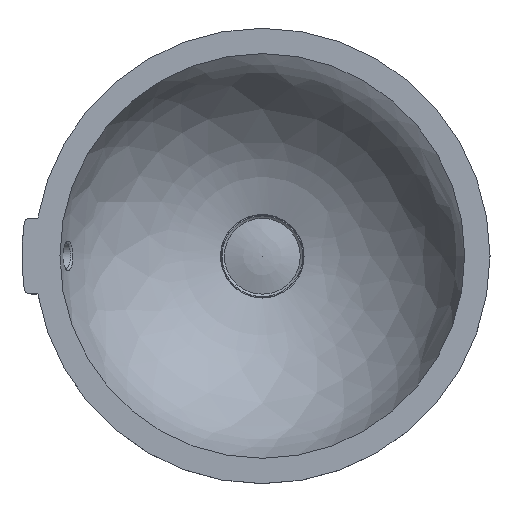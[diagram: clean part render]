
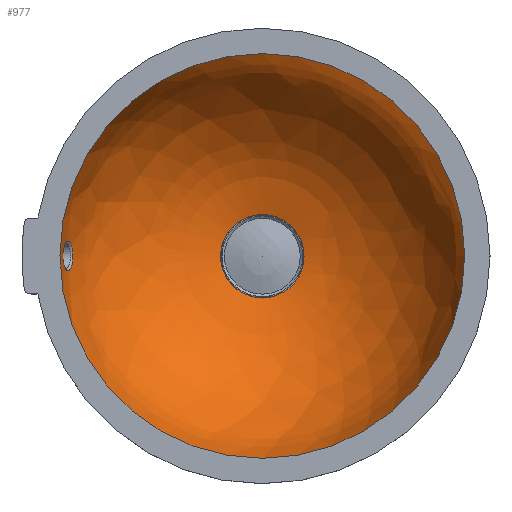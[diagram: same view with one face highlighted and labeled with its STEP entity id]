
A CAD part, top view. The second image highlights one B-rep face of the part: STEP entity #977.
In plain terms, the highlighted free-form (B-spline) face has degree [2, 2] with [3, 9] control points.
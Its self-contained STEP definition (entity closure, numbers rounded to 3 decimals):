
#744=CARTESIAN_POINT('',(-157.691,-10.605,0.));
#745=VERTEX_POINT('',#744);
#825=CARTESIAN_POINT('',(-157.691,-10.604,0.));
#826=CARTESIAN_POINT('',(-157.691,-10.605,0.679));
#827=CARTESIAN_POINT('',(-157.666,-10.682,1.584));
#828=CARTESIAN_POINT('',(-157.577,-10.955,2.923));
#829=CARTESIAN_POINT('',(-157.492,-11.214,3.799));
#830=CARTESIAN_POINT('',(-157.39,-11.524,4.59));
#831=CARTESIAN_POINT('',(-157.329,-11.709,5.001));
#832=CARTESIAN_POINT('',(-157.232,-12.003,5.607));
#833=CARTESIAN_POINT('',(-157.078,-12.474,6.436));
#834=CARTESIAN_POINT('',(-156.816,-13.268,7.527));
#835=CARTESIAN_POINT('',(-156.543,-14.097,8.429));
#836=CARTESIAN_POINT('',(-156.326,-14.753,9.016));
#837=CARTESIAN_POINT('',(-156.061,-15.556,9.658));
#838=CARTESIAN_POINT('',(-155.786,-16.385,10.209));
#839=CARTESIAN_POINT('',(-155.441,-17.425,10.744));
#840=CARTESIAN_POINT('',(-155.174,-18.228,11.084));
#841=CARTESIAN_POINT('',(-154.902,-19.045,11.363));
#842=CARTESIAN_POINT('',(-154.645,-19.815,11.564));
#843=CARTESIAN_POINT('',(-154.361,-20.667,11.729));
#844=CARTESIAN_POINT('',(-153.975,-21.82,11.865));
#845=CARTESIAN_POINT('',(-153.468,-23.332,11.864));
#846=CARTESIAN_POINT('',(-152.941,-24.899,11.634));
#847=CARTESIAN_POINT('',(-152.562,-26.02,11.319));
#848=CARTESIAN_POINT('',(-152.286,-26.838,11.023));
#849=CARTESIAN_POINT('',(-152.059,-27.507,10.738));
#850=CARTESIAN_POINT('',(-151.711,-28.535,10.209));
#851=CARTESIAN_POINT('',(-151.336,-29.636,9.479));
#852=CARTESIAN_POINT('',(-151.032,-30.528,8.702));
#853=CARTESIAN_POINT('',(-150.748,-31.36,7.86));
#854=CARTESIAN_POINT('',(-150.492,-32.109,6.947));
#855=CARTESIAN_POINT('',(-150.275,-32.743,5.925));
#856=CARTESIAN_POINT('',(-150.085,-33.297,4.856));
#857=CARTESIAN_POINT('',(-149.969,-33.636,4.014));
#858=CARTESIAN_POINT('',(-149.852,-33.978,2.862));
#859=CARTESIAN_POINT('',(-149.764,-34.234,1.673));
#860=CARTESIAN_POINT('',(-149.72,-34.362,-0.006));
#861=CARTESIAN_POINT('',(-149.756,-34.257,-1.363));
#862=CARTESIAN_POINT('',(-149.827,-34.049,-2.56));
#863=CARTESIAN_POINT('',(-149.905,-33.823,-3.444));
#864=CARTESIAN_POINT('',(-150.028,-33.465,-4.44));
#865=CARTESIAN_POINT('',(-150.196,-32.975,-5.532));
#866=CARTESIAN_POINT('',(-150.458,-32.209,-6.826));
#867=CARTESIAN_POINT('',(-150.847,-31.071,-8.212));
#868=CARTESIAN_POINT('',(-151.292,-29.766,-9.391));
#869=CARTESIAN_POINT('',(-151.793,-28.293,-10.37));
#870=CARTESIAN_POINT('',(-152.326,-26.719,-11.108));
#871=CARTESIAN_POINT('',(-152.841,-25.196,-11.568));
#872=CARTESIAN_POINT('',(-153.323,-23.763,-11.806));
#873=CARTESIAN_POINT('',(-153.758,-22.469,-11.878));
#874=CARTESIAN_POINT('',(-154.19,-21.18,-11.809));
#875=CARTESIAN_POINT('',(-154.62,-19.893,-11.598));
#876=CARTESIAN_POINT('',(-155.04,-18.633,-11.245));
#877=CARTESIAN_POINT('',(-155.441,-17.425,-10.758));
#878=CARTESIAN_POINT('',(-155.824,-16.27,-10.139));
#879=CARTESIAN_POINT('',(-156.096,-15.451,-9.574));
#880=CARTESIAN_POINT('',(-156.267,-14.933,-9.16));
#881=CARTESIAN_POINT('',(-156.351,-14.679,-8.946));
#882=CARTESIAN_POINT('',(-156.432,-14.432,-8.725));
#883=CARTESIAN_POINT('',(-156.591,-13.95,-8.269));
#884=CARTESIAN_POINT('',(-156.814,-13.276,-7.536));
#885=CARTESIAN_POINT('',(-157.076,-12.48,-6.447));
#886=CARTESIAN_POINT('',(-157.296,-11.81,-5.265));
#887=CARTESIAN_POINT('',(-157.469,-11.281,-4.024));
#888=CARTESIAN_POINT('',(-157.639,-10.763,-2.28));
#889=CARTESIAN_POINT('',(-157.691,-10.604,-0.905));
#890=CARTESIAN_POINT('',(-157.691,-10.604,0.));
#891=B_SPLINE_CURVE_WITH_KNOTS('',3,(#825,#826,#827,#828,#829,#830,#831,#832,#833,#834,#835,#836,#837,#838,#839,#840,#841,#842,#843,#844,#845,#846,#847,#848,#849,#850,#851,#852,#853,#854,#855,#856,#857,#858,#859,#860,#861,#862,#863,#864,#865,#866,#867,#868,#869,#870,#871,#872,#873,#874,#875,#876,#877,#878,#879,#880,#881,#882,#883,#884,#885,#886,#887,#888,#889,#890),.UNSPECIFIED.,.T.,.U.,(4,1,1,1,1,1,1,1,1,1,1,1,1,1,1,1,1,1,1,1,1,1,1,1,1,1,1,1,1,1,1,1,1,1,1,1,1,1,1,1,1,1,1,1,1,1,1,1,1,1,1,1,1,1,1,1,1,1,1,1,1,1,1,4),(0.0,0.173,0.231,0.347,0.404,0.448,0.462,0.578,0.693,0.809,0.895,0.924,1.078,1.155,1.232,1.309,1.386,1.444,1.54,1.694,1.848,1.964,2.002,2.079,2.156,2.31,2.426,2.464,2.618,2.734,2.772,2.926,2.965,3.081,3.235,3.389,3.427,3.543,3.62,3.697,3.851,4.005,4.159,4.313,4.467,4.621,4.736,4.852,4.967,5.083,5.198,5.314,5.429,5.545,5.574,5.603,5.632,5.66,5.776,5.891,6.007,6.123,6.238,6.469),.UNSPECIFIED.);
#892=EDGE_CURVE('',#745,#745,#891,.T.);
#917=CARTESIAN_POINT('',(0.,0.,160.));
#918=CARTESIAN_POINT('',(0.,-107.85,140.232));
#919=CARTESIAN_POINT('',(0.,-130.852,33.026));
#920=CARTESIAN_POINT('',(-160.,0.,160.));
#921=CARTESIAN_POINT('',(-140.232,-107.85,140.232));
#922=CARTESIAN_POINT('',(-33.026,-130.852,33.026));
#923=CARTESIAN_POINT('',(-160.,0.,0.));
#924=CARTESIAN_POINT('',(-140.232,-107.85,0.));
#925=CARTESIAN_POINT('',(-33.026,-130.852,0.));
#926=CARTESIAN_POINT('',(-160.,0.,-160.));
#927=CARTESIAN_POINT('',(-140.232,-107.85,-140.232));
#928=CARTESIAN_POINT('',(-33.026,-130.852,-33.026));
#929=CARTESIAN_POINT('',(0.,0.,-160.));
#930=CARTESIAN_POINT('',(0.,-107.85,-140.232));
#931=CARTESIAN_POINT('',(0.,-130.852,-33.026));
#932=CARTESIAN_POINT('',(160.,0.,-160.));
#933=CARTESIAN_POINT('',(140.232,-107.85,-140.232));
#934=CARTESIAN_POINT('',(33.026,-130.852,-33.026));
#935=CARTESIAN_POINT('',(160.,0.,0.));
#936=CARTESIAN_POINT('',(140.232,-107.85,0.));
#937=CARTESIAN_POINT('',(33.026,-130.852,0.));
#938=CARTESIAN_POINT('',(160.,0.,160.));
#939=CARTESIAN_POINT('',(140.232,-107.85,140.232));
#940=CARTESIAN_POINT('',(33.026,-130.852,33.026));
#941=CARTESIAN_POINT('',(0.,0.,160.));
#942=CARTESIAN_POINT('',(0.,-107.85,140.232));
#943=CARTESIAN_POINT('',(0.,-130.852,33.026));
#951=(BOUNDED_SURFACE()B_SPLINE_SURFACE(2,2,((#917,#920,#923,#926,#929,#932,#935,#938,#941),(#918,#921,#924,#927,#930,#933,#936,#939,#942),(#919,#922,#925,#928,#931,#934,#937,#940,#943)),.UNSPECIFIED.,.F.,.T.,.U.)B_SPLINE_SURFACE_WITH_KNOTS((3,3),(3,2,2,2,3),(0.181,1.359),(0.0,1.571,3.142,4.712,6.283),.UNSPECIFIED.)GEOMETRIC_REPRESENTATION_ITEM()RATIONAL_B_SPLINE_SURFACE(((1.0,0.707,1.0,0.707,1.0,0.707,1.0,0.707,1.0),(0.831,0.588,0.831,0.588,0.831,0.588,0.831,0.588,0.831),(1.0,0.707,1.0,0.707,1.0,0.707,1.0,0.707,1.0)))REPRESENTATION_ITEM('')SURFACE());
#952=CARTESIAN_POINT('',(33.026,-130.852,0.));
#953=VERTEX_POINT('',#952);
#954=CARTESIAN_POINT('',(0.,-130.852,0.0));
#955=DIRECTION('',(0.0,1.0,0.0));
#956=DIRECTION('',(-1.0,0.0,0.0));
#957=AXIS2_PLACEMENT_3D('',#954,#955,#956);
#958=CIRCLE('',#957,33.026);
#959=EDGE_CURVE('',#953,#953,#958,.T.);
#960=ORIENTED_EDGE('',*,*,#959,.F.);
#961=EDGE_LOOP('',(#960));
#962=FACE_OUTER_BOUND('',#961,.T.);
#963=CARTESIAN_POINT('',(160.,0.,0.0));
#964=VERTEX_POINT('',#963);
#965=CARTESIAN_POINT('',(0.,0.,0.0));
#966=DIRECTION('',(0.0,-1.0,0.0));
#967=DIRECTION('',(1.0,0.0,0.0));
#968=AXIS2_PLACEMENT_3D('',#965,#966,#967);
#969=CIRCLE('',#968,160.);
#970=EDGE_CURVE('',#964,#964,#969,.T.);
#971=ORIENTED_EDGE('',*,*,#970,.F.);
#972=EDGE_LOOP('',(#971));
#973=FACE_BOUND('',#972,.T.);
#974=ORIENTED_EDGE('',*,*,#892,.F.);
#975=EDGE_LOOP('',(#974));
#976=FACE_BOUND('',#975,.T.);
#977=ADVANCED_FACE('',(#962,#973,#976),#951,.T.);
